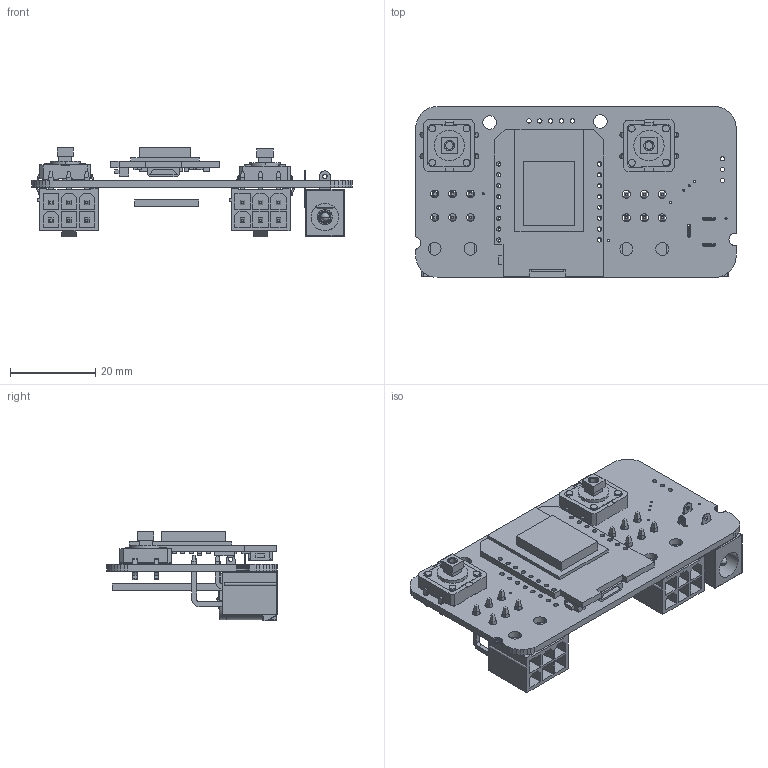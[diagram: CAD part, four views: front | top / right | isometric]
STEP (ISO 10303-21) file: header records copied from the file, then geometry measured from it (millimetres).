
FILE_DESCRIPTION (( 'STEP AP214' ), '1' );
FILE_NAME ('D1MiniDevBoardExport.step', '2023-07-05T14:53:39', ( '' ), ( '' ), 'SwSTEP 2.0', 'SolidWorks 2021', '' );
FILE_SCHEMA (( 'AUTOMOTIVE_DESIGN' ));
Length unit declared in the file: millimetre
Products named in the file (14): B3F-4055.step; B3F-40555^B3F-4055.step; 353180620.step; B3F-40556^B3F-4055.step; D1MiniDevBoardExport; B3F-40557^B3F-4055.step; MAX6675D.step; B3F-40554^B3F-4055.step; B3F-40553^B3F-4055.step; B3F-40552^B3F-4055.step; CON-SOCJ-2155--3DModel-STEP-56544.step; B3F-40551^B3F-4055.step; WEMOS_D1_miniLite.step; Board_D1MiniDevBoard.step
Assembly tree (15 placements, depth 3):
  D1MiniDevBoardExport
    Board_D1MiniDevBoard.step
    WEMOS_D1_miniLite.step
    353180620.step  x2
    CON-SOCJ-2155--3DModel-STEP-56544.step
    MAX6675D.step
    B3F-4055.step  x2
      B3F-40551^B3F-4055.step
      B3F-40552^B3F-4055.step
      B3F-40553^B3F-4055.step
      B3F-40554^B3F-4055.step
      B3F-40555^B3F-4055.step
      B3F-40556^B3F-4055.step
      B3F-40557^B3F-4055.step
Bounding box: 75.06 x 40 x 21.04 mm (x, y, z)
Volume: 8534.8 mm3; surface area: 18617.5 mm2
Topology: 18 solids, 57 shells, 1373 faces, 3474 edges, 2270 vertices
Faces by surface type: plane 1003, cylinder 348, cone 14, sphere 8
Entity records: 32871 total; most frequent: CARTESIAN_POINT 8747, ORIENTED_EDGE 5136, DIRECTION 4266, EDGE_CURVE 2568, VERTEX_POINT 1690, AXIS2_PLACEMENT_3D 1455, VECTOR 1356, LINE 1356
